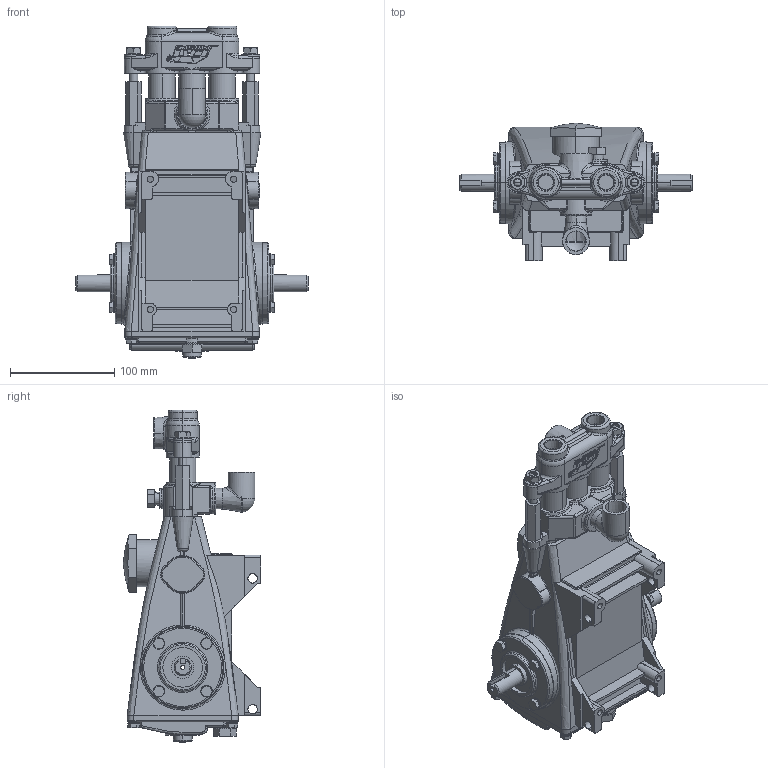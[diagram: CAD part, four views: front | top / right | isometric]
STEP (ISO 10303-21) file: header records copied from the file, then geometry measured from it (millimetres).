
FILE_DESCRIPTION (( 'STEP AP203' ), '1' );
FILE_NAME ('430.STEP', '2019-10-15T19:27:58', ( 'IT' ), ( 'Microsoft' ), 'SwSTEP 2.0', 'SolidWorks 2019', '' );
FILE_SCHEMA (( 'CONFIG_CONTROL_DESIGN' ));
Length unit declared in the file: inch
Products named in the file (1): 430
Bounding box: 223.01 x 132.08 x 318.68 mm (x, y, z)
Surface area: 201576.9 mm2 (no closed solid volume)
Topology: 0 solids, 28 shells, 1259 faces, 3715 edges, 2310 vertices
Faces by surface type: plane 500, cylinder 393, bspline 152, torus 133, cone 66, sphere 15
Entity records: 49217 total; most frequent: CARTESIAN_POINT 17710, DIRECTION 6442, ORIENTED_EDGE 6351, EDGE_CURVE 3675, AXIS2_PLACEMENT_3D 2317, VERTEX_POINT 2310, VECTOR 1808, LINE 1808
